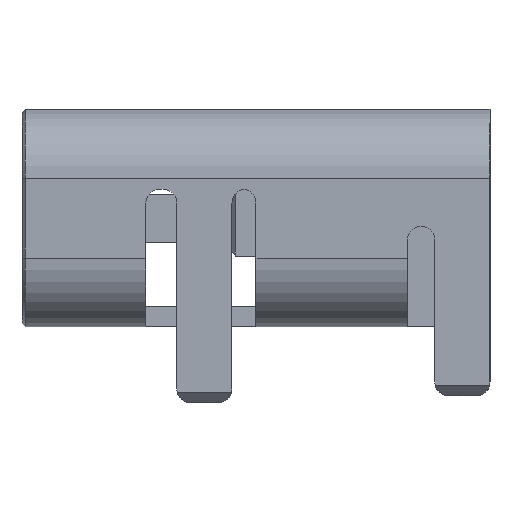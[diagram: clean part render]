
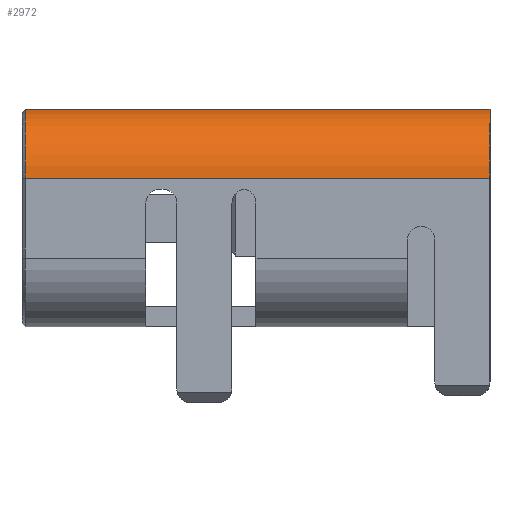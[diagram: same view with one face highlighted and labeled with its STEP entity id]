
A CAD part, left-side view. The second image highlights one B-rep face of the part: STEP entity #2972.
In plain terms, the highlighted cylindrical face has radius 1 mm (diameter 2 mm), a partial arc.
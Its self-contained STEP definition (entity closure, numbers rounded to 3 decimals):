
#1493 = ORIENTED_EDGE ( 'NONE', *, *, #10178, .T. ) ;
#2014 = DIRECTION ( 'NONE',  ( 0., -1., 0. ) ) ;
#2509 = CARTESIAN_POINT ( 'NONE',  ( -4.47, -3.3, 2.16 ) ) ;
#2972 = ADVANCED_FACE ( 'NONE', ( #20079 ), #22153, .T. ) ;
#6523 = VERTEX_POINT ( 'NONE', #26894 ) ;
#6905 = DIRECTION ( 'NONE',  ( 0., -1., 0. ) ) ;
#7188 = DIRECTION ( 'NONE',  ( -1., 0., 0. ) ) ;
#7482 = ORIENTED_EDGE ( 'NONE', *, *, #14543, .T. ) ;
#7966 = CARTESIAN_POINT ( 'NONE',  ( -3.47, 3.45, 2.16 ) ) ;
#7995 = DIRECTION ( 'NONE',  ( 0., 0., 1. ) ) ;
#8343 = EDGE_CURVE ( 'NONE', #6523, #20237, #23930, .T. ) ;
#9143 = CARTESIAN_POINT ( 'NONE',  ( -3.47, 0.1, 2.16 ) ) ;
#10178 = EDGE_CURVE ( 'NONE', #26273, #6523, #22692, .T. ) ;
#10310 = DIRECTION ( 'NONE',  ( 0., -1., 0. ) ) ;
#10542 = VECTOR ( 'NONE', #22822, 1000. ) ;
#10665 = CIRCLE ( 'NONE', #12042, 1. ) ;
#12042 = AXIS2_PLACEMENT_3D ( 'NONE', #27165, #12323, #7995 ) ;
#12060 = CARTESIAN_POINT ( 'NONE',  ( -3.47, 3.5, 3.16 ) ) ;
#12185 = EDGE_LOOP ( 'NONE', ( #1493, #25600, #12867, #7482 ) ) ;
#12323 = DIRECTION ( 'NONE',  ( 0., 1., 0. ) ) ;
#12867 = ORIENTED_EDGE ( 'NONE', *, *, #17527, .T. ) ;
#14138 = DIRECTION ( 'NONE',  ( 0., 0., -1. ) ) ;
#14543 = EDGE_CURVE ( 'NONE', #18848, #26273, #10665, .T. ) ;
#16761 = CARTESIAN_POINT ( 'NONE',  ( -4.47, -3.3, 2.16 ) ) ;
#17527 = EDGE_CURVE ( 'NONE', #20237, #18848, #23194, .T. ) ;
#17890 = CARTESIAN_POINT ( 'NONE',  ( -4.47, 3.45, 2.16 ) ) ;
#18848 = VERTEX_POINT ( 'NONE', #2509 ) ;
#20079 = FACE_OUTER_BOUND ( 'NONE', #12185, .T. ) ;
#20237 = VERTEX_POINT ( 'NONE', #17890 ) ;
#20380 = AXIS2_PLACEMENT_3D ( 'NONE', #7966, #10310, #14138 ) ;
#22153 = CYLINDRICAL_SURFACE ( 'NONE', #24421, 1. ) ;
#22692 = LINE ( 'NONE', #12060, #10542 ) ;
#22822 = DIRECTION ( 'NONE',  ( 0., 1., 0. ) ) ;
#23194 = LINE ( 'NONE', #16761, #25258 ) ;
#23930 = CIRCLE ( 'NONE', #20380, 1. ) ;
#24355 = CARTESIAN_POINT ( 'NONE',  ( -3.47, -3.3, 3.16 ) ) ;
#24421 = AXIS2_PLACEMENT_3D ( 'NONE', #9143, #6905, #7188 ) ;
#25258 = VECTOR ( 'NONE', #2014, 1000. ) ;
#25600 = ORIENTED_EDGE ( 'NONE', *, *, #8343, .T. ) ;
#26273 = VERTEX_POINT ( 'NONE', #24355 ) ;
#26894 = CARTESIAN_POINT ( 'NONE',  ( -3.47, 3.45, 3.16 ) ) ;
#27165 = CARTESIAN_POINT ( 'NONE',  ( -3.47, -3.3, 2.16 ) ) ;
